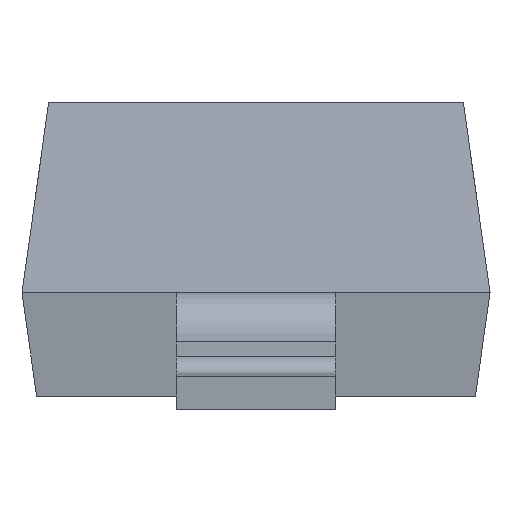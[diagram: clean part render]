
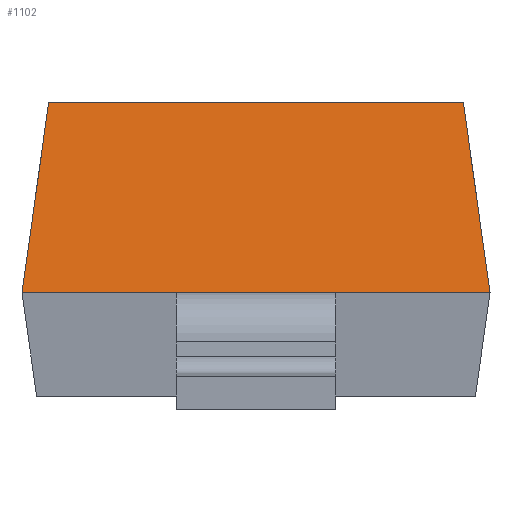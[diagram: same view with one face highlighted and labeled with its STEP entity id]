
A CAD part, left-side view. The second image highlights one B-rep face of the part: STEP entity #1102.
In plain terms, the highlighted planar face has unit normal (-0.99, 0, 0.139).
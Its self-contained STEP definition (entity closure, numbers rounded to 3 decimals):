
#7 = DIRECTION ( 'NONE',  ( 0.138, -0.138, 0.981 ) ) ;
#18 = ORIENTED_EDGE ( 'NONE', *, *, #249, .T. ) ;
#25 = CARTESIAN_POINT ( 'NONE',  ( -1.455, 0.93, 0.234 ) ) ;
#28 = LINE ( 'NONE', #35, #1329 ) ;
#32 = CARTESIAN_POINT ( 'NONE',  ( -1.425, -0.308, 0.45 ) ) ;
#35 = CARTESIAN_POINT ( 'NONE',  ( -1.36, -0.835, 0.91 ) ) ;
#53 = VECTOR ( 'NONE', #338, 1000. ) ;
#67 = VERTEX_POINT ( 'NONE', #1178 ) ;
#75 = ORIENTED_EDGE ( 'NONE', *, *, #591, .F. ) ;
#106 = LINE ( 'NONE', #226, #1266 ) ;
#129 = DIRECTION ( 'NONE',  ( -0.138, -0.138, -0.981 ) ) ;
#174 = VERTEX_POINT ( 'NONE', #1299 ) ;
#176 = DIRECTION ( 'NONE',  ( 0.99, 0., -0.139 ) ) ;
#195 = ORIENTED_EDGE ( 'NONE', *, *, #1237, .T. ) ;
#213 = ORIENTED_EDGE ( 'NONE', *, *, #1326, .T. ) ;
#226 = CARTESIAN_POINT ( 'NONE',  ( -1.425, 2.5, 0.45 ) ) ;
#249 = EDGE_CURVE ( 'NONE', #406, #1272, #1035, .T. ) ;
#270 = VECTOR ( 'NONE', #7, 1000. ) ;
#312 = LINE ( 'NONE', #1291, #53 ) ;
#338 = DIRECTION ( 'NONE',  ( 0., -1., 0. ) ) ;
#397 = PLANE ( 'NONE',  #957 ) ;
#406 = VERTEX_POINT ( 'NONE', #444 ) ;
#410 = CARTESIAN_POINT ( 'NONE',  ( -1.425, 0.9, 0.45 ) ) ;
#444 = CARTESIAN_POINT ( 'NONE',  ( -1.425, 0.308, 0.45 ) ) ;
#492 = DIRECTION ( 'NONE',  ( 0., -1., 0. ) ) ;
#511 = FACE_OUTER_BOUND ( 'NONE', #525, .T. ) ;
#525 = EDGE_LOOP ( 'NONE', ( #75, #213, #1375, #1162, #18, #195 ) ) ;
#527 = DIRECTION ( 'NONE',  ( 0., 1., 0. ) ) ;
#591 = EDGE_CURVE ( 'NONE', #174, #660, #28, .T. ) ;
#660 = VERTEX_POINT ( 'NONE', #684 ) ;
#684 = CARTESIAN_POINT ( 'NONE',  ( -1.425, -0.9, 0.45 ) ) ;
#821 = CARTESIAN_POINT ( 'NONE',  ( -1.425, 0.307, 0.45 ) ) ;
#877 = VERTEX_POINT ( 'NONE', #410 ) ;
#957 = AXIS2_PLACEMENT_3D ( 'NONE', #1059, #176, #1052 ) ;
#972 = LINE ( 'NONE', #25, #270 ) ;
#985 = VECTOR ( 'NONE', #527, 1000. ) ;
#995 = DIRECTION ( 'NONE',  ( 0., -1., 0. ) ) ;
#1035 = LINE ( 'NONE', #821, #1148 ) ;
#1052 = DIRECTION ( 'NONE',  ( -0.139, 0., -0.99 ) ) ;
#1059 = CARTESIAN_POINT ( 'NONE',  ( -1.425, 2.5, 0.45 ) ) ;
#1102 = ADVANCED_FACE ( 'NONE', ( #511 ), #397, .F. ) ;
#1148 = VECTOR ( 'NONE', #492, 1000. ) ;
#1160 = LINE ( 'NONE', #1263, #985 ) ;
#1162 = ORIENTED_EDGE ( 'NONE', *, *, #1189, .T. ) ;
#1178 = CARTESIAN_POINT ( 'NONE',  ( -1.323, 0.798, 1.179 ) ) ;
#1189 = EDGE_CURVE ( 'NONE', #877, #406, #312, .T. ) ;
#1237 = EDGE_CURVE ( 'NONE', #1272, #660, #106, .T. ) ;
#1252 = EDGE_CURVE ( 'NONE', #877, #67, #972, .T. ) ;
#1263 = CARTESIAN_POINT ( 'NONE',  ( -1.323, 2.5, 1.179 ) ) ;
#1266 = VECTOR ( 'NONE', #995, 1000. ) ;
#1272 = VERTEX_POINT ( 'NONE', #32 ) ;
#1291 = CARTESIAN_POINT ( 'NONE',  ( -1.425, 2.5, 0.45 ) ) ;
#1299 = CARTESIAN_POINT ( 'NONE',  ( -1.323, -0.798, 1.179 ) ) ;
#1326 = EDGE_CURVE ( 'NONE', #174, #67, #1160, .T. ) ;
#1329 = VECTOR ( 'NONE', #129, 1000. ) ;
#1375 = ORIENTED_EDGE ( 'NONE', *, *, #1252, .F. ) ;
